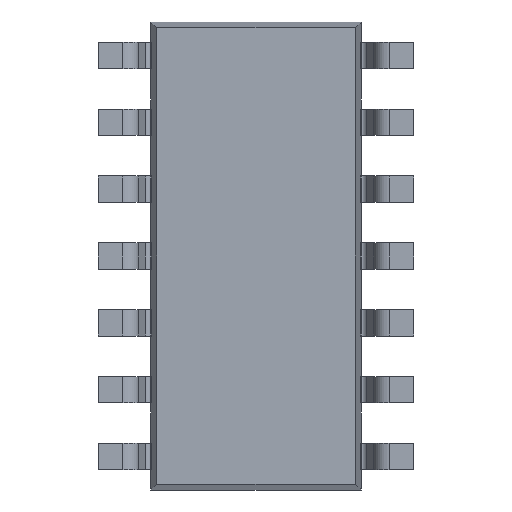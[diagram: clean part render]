
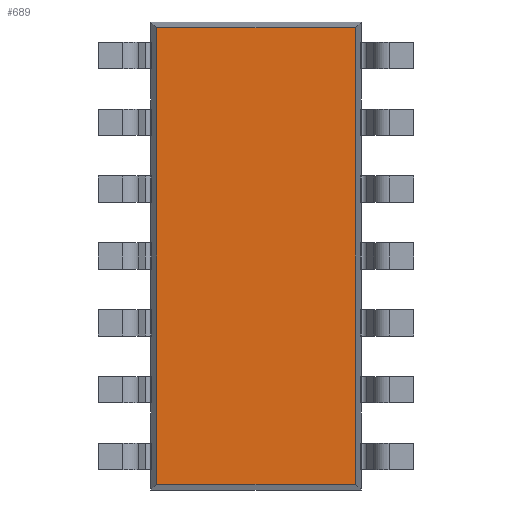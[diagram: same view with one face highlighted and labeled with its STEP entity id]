
A CAD part, front view. The second image highlights one B-rep face of the part: STEP entity #689.
In plain terms, the highlighted planar face has unit normal (0, -1, 0).
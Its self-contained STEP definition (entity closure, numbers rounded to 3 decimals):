
#634 = ORIENTED_EDGE ( 'NONE', *, *, #7885, .F. ) ;
#675 = EDGE_CURVE ( 'NONE', #8622, #811, #2482, .T. ) ;
#681 = ORIENTED_EDGE ( 'NONE', *, *, #675, .F. ) ;
#684 = EDGE_CURVE ( 'NONE', #814, #8243, #2470, .T. ) ;
#686 = EDGE_LOOP ( 'NONE', ( #690, #681, #634, #710 ) ) ;
#689 = ADVANCED_FACE ( 'NONE', ( #2466 ), #2464, .F. ) ;
#690 = ORIENTED_EDGE ( 'NONE', *, *, #810, .F. ) ;
#710 = ORIENTED_EDGE ( 'NONE', *, *, #684, .F. ) ;
#810 = EDGE_CURVE ( 'NONE', #811, #814, #2760, .T. ) ;
#811 = VERTEX_POINT ( 'NONE', #2756 ) ;
#814 = VERTEX_POINT ( 'NONE', #2751 ) ;
#2460 = DIRECTION ( 'NONE',  ( 0., 0., 1. ) ) ;
#2461 = DIRECTION ( 'NONE',  ( 0., 1., 0. ) ) ;
#2462 = CARTESIAN_POINT ( 'NONE',  ( -2., 0.1, -4.445 ) ) ;
#2463 = AXIS2_PLACEMENT_3D ( 'NONE', #2462, #2461, #2460 ) ;
#2464 = PLANE ( 'NONE',  #2463 ) ;
#2466 = FACE_OUTER_BOUND ( 'NONE', #686, .T. ) ;
#2467 = DIRECTION ( 'NONE',  ( 1., 0., 0. ) ) ;
#2468 = VECTOR ( 'NONE', #2467, 1000. ) ;
#2469 = CARTESIAN_POINT ( 'NONE',  ( -2., 0.1, 4.333 ) ) ;
#2470 = LINE ( 'NONE', #2469, #2468 ) ;
#2479 = DIRECTION ( 'NONE',  ( -1., 0., 0. ) ) ;
#2480 = VECTOR ( 'NONE', #2479, 1000. ) ;
#2481 = CARTESIAN_POINT ( 'NONE',  ( -2., 0.1, -4.333 ) ) ;
#2482 = LINE ( 'NONE', #2481, #2480 ) ;
#2751 = CARTESIAN_POINT ( 'NONE',  ( -1.888, 0.1, 4.333 ) ) ;
#2756 = CARTESIAN_POINT ( 'NONE',  ( -1.888, 0.1, -4.333 ) ) ;
#2757 = DIRECTION ( 'NONE',  ( 0., 0., 1. ) ) ;
#2758 = VECTOR ( 'NONE', #2757, 1000. ) ;
#2759 = CARTESIAN_POINT ( 'NONE',  ( -1.888, 0.1, -4.445 ) ) ;
#2760 = LINE ( 'NONE', #2759, #2758 ) ;
#3712 = DIRECTION ( 'NONE',  ( 0., 0., -1. ) ) ;
#3713 = VECTOR ( 'NONE', #3712, 1000. ) ;
#3714 = CARTESIAN_POINT ( 'NONE',  ( 1.888, 0.1, -4.445 ) ) ;
#3715 = LINE ( 'NONE', #3714, #3713 ) ;
#4708 = CARTESIAN_POINT ( 'NONE',  ( 1.888, 0.1, 4.333 ) ) ;
#5753 = CARTESIAN_POINT ( 'NONE',  ( 1.888, 0.1, -4.333 ) ) ;
#7885 = EDGE_CURVE ( 'NONE', #8243, #8622, #3715, .T. ) ;
#8243 = VERTEX_POINT ( 'NONE', #4708 ) ;
#8622 = VERTEX_POINT ( 'NONE', #5753 ) ;
